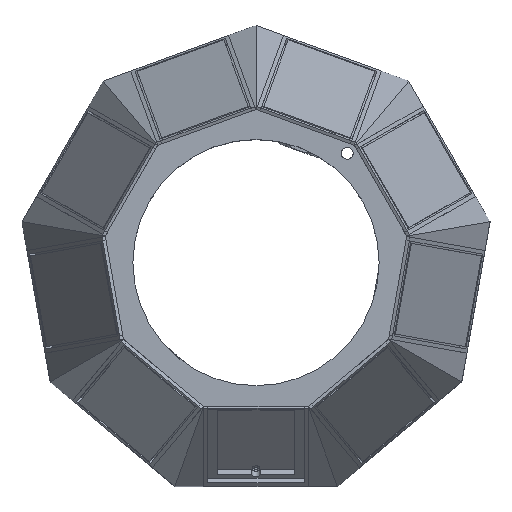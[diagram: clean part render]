
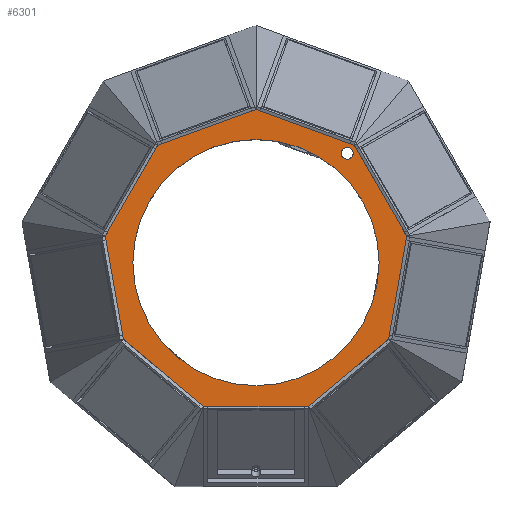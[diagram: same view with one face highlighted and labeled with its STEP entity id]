
A CAD part, top view. The second image highlights one B-rep face of the part: STEP entity #6301.
In plain terms, the highlighted planar face has unit normal (0, 0, 1).
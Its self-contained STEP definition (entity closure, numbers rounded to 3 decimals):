
#167=FACE_BOUND('',#1262,.T.);
#168=FACE_BOUND('',#1263,.T.);
#207=CIRCLE('',#6449,1.5);
#225=CIRCLE('',#6701,30.729);
#895=FACE_OUTER_BOUND('',#1261,.T.);
#1261=EDGE_LOOP('',(#5720,#5721,#5722,#5723,#5724,#5725,#5726,#5727,#5728));
#1262=EDGE_LOOP('',(#5729));
#1263=EDGE_LOOP('',(#5730));
#1574=LINE('',#13805,#2134);
#1602=LINE('',#13899,#2162);
#1628=LINE('',#13992,#2188);
#1654=LINE('',#14083,#2214);
#1680=LINE('',#14174,#2240);
#1706=LINE('',#14267,#2266);
#1732=LINE('',#14358,#2292);
#1758=LINE('',#14449,#2318);
#1780=LINE('',#14524,#2340);
#2134=VECTOR('',#7462,10.);
#2162=VECTOR('',#7510,10.);
#2188=VECTOR('',#7558,10.);
#2214=VECTOR('',#7604,10.);
#2240=VECTOR('',#7650,10.);
#2266=VECTOR('',#7698,10.);
#2292=VECTOR('',#7744,10.);
#2318=VECTOR('',#7790,10.);
#2340=VECTOR('',#7836,10.);
#2619=VERTEX_POINT('',#11259);
#2843=VERTEX_POINT('',#13802);
#2844=VERTEX_POINT('',#13804);
#2859=VERTEX_POINT('',#13897);
#2874=VERTEX_POINT('',#13990);
#2888=VERTEX_POINT('',#14081);
#2902=VERTEX_POINT('',#14172);
#2917=VERTEX_POINT('',#14265);
#2931=VERTEX_POINT('',#14356);
#2945=VERTEX_POINT('',#14447);
#2996=VERTEX_POINT('',#14706);
#3292=EDGE_CURVE('',#2619,#2619,#207,.T.);
#3630=EDGE_CURVE('',#2844,#2843,#1574,.T.);
#3659=EDGE_CURVE('',#2843,#2859,#1602,.T.);
#3687=EDGE_CURVE('',#2859,#2874,#1628,.T.);
#3714=EDGE_CURVE('',#2874,#2888,#1654,.T.);
#3741=EDGE_CURVE('',#2888,#2902,#1680,.T.);
#3769=EDGE_CURVE('',#2902,#2917,#1706,.T.);
#3796=EDGE_CURVE('',#2917,#2931,#1732,.T.);
#3823=EDGE_CURVE('',#2931,#2945,#1758,.T.);
#3846=EDGE_CURVE('',#2945,#2844,#1780,.T.);
#3914=EDGE_CURVE('',#2996,#2996,#225,.T.);
#5720=ORIENTED_EDGE('',*,*,#3741,.T.);
#5721=ORIENTED_EDGE('',*,*,#3769,.T.);
#5722=ORIENTED_EDGE('',*,*,#3796,.T.);
#5723=ORIENTED_EDGE('',*,*,#3823,.T.);
#5724=ORIENTED_EDGE('',*,*,#3846,.T.);
#5725=ORIENTED_EDGE('',*,*,#3630,.T.);
#5726=ORIENTED_EDGE('',*,*,#3659,.T.);
#5727=ORIENTED_EDGE('',*,*,#3687,.T.);
#5728=ORIENTED_EDGE('',*,*,#3714,.T.);
#5729=ORIENTED_EDGE('',*,*,#3292,.T.);
#5730=ORIENTED_EDGE('',*,*,#3914,.T.);
#5983=PLANE('',#6700);
#6301=ADVANCED_FACE('',(#895,#167,#168),#5983,.T.);
#6449=AXIS2_PLACEMENT_3D('',#11260,#7094,#7095);
#6700=AXIS2_PLACEMENT_3D('',#14705,#8007,#8008);
#6701=AXIS2_PLACEMENT_3D('',#14707,#8009,#8010);
#7094=DIRECTION('center_axis',(0.,0.,
-1.));
#7095=DIRECTION('ref_axis',(-1.,0.,0.));
#7462=DIRECTION('',(0.766,0.643,0.));
#7510=DIRECTION('',(0.174,0.985,0.));
#7558=DIRECTION('',(-0.5,0.866,0.));
#7604=DIRECTION('',(-0.94,0.342,0.));
#7650=DIRECTION('',(-0.94,-0.342,0.));
#7698=DIRECTION('',(-0.5,-0.866,0.));
#7744=DIRECTION('',(0.174,-0.985,0.));
#7790=DIRECTION('',(0.766,-0.643,0.));
#7836=DIRECTION('',(1.,0.,0.));
#8007=DIRECTION('center_axis',(0.,0.,
1.));
#8008=DIRECTION('ref_axis',(-1.,0.,0.));
#8009=DIRECTION('center_axis',(0.,0.,
-1.));
#8010=DIRECTION('ref_axis',(-1.,0.,0.));
#11259=CARTESIAN_POINT('',(24.24,27.288,195.3));
#11260=CARTESIAN_POINT('Origin',(22.74,27.288,195.3));
#13802=CARTESIAN_POINT('',(33.081,-19.103,195.3));
#13804=CARTESIAN_POINT('',(13.062,-35.897,195.3));
#13805=CARTESIAN_POINT('',(13.062,-35.897,195.3));
#13897=CARTESIAN_POINT('',(37.62,6.63,195.3));
#13899=CARTESIAN_POINT('',(33.081,-19.103,195.3));
#13990=CARTESIAN_POINT('',(24.557,29.261,195.3));
#13992=CARTESIAN_POINT('',(37.62,6.63,195.3));
#14081=CARTESIAN_POINT('',(0.003,38.2,195.3));
#14083=CARTESIAN_POINT('',(24.557,29.261,195.3));
#14172=CARTESIAN_POINT('',(-24.552,29.265,195.3));
#14174=CARTESIAN_POINT('',(0.003,38.2,195.3));
#14265=CARTESIAN_POINT('',(-37.619,6.636,195.3));
#14267=CARTESIAN_POINT('',(-24.552,29.265,195.3));
#14356=CARTESIAN_POINT('',(-33.084,-19.097,195.3));
#14358=CARTESIAN_POINT('',(-37.619,6.636,195.3));
#14447=CARTESIAN_POINT('',(-13.068,-35.895,195.3));
#14449=CARTESIAN_POINT('',(-33.084,-19.097,195.3));
#14524=CARTESIAN_POINT('',(-13.068,-35.895,195.3));
#14705=CARTESIAN_POINT('Origin',(0.,1.128,195.3));
#14706=CARTESIAN_POINT('',(30.729,0.,195.3));
#14707=CARTESIAN_POINT('Origin',(0.,0.,
195.3));
